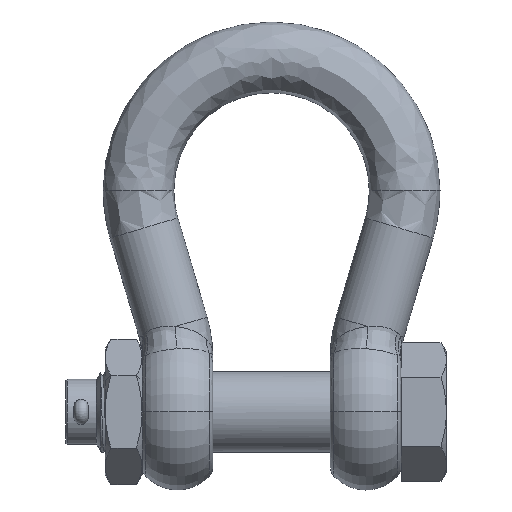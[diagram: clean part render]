
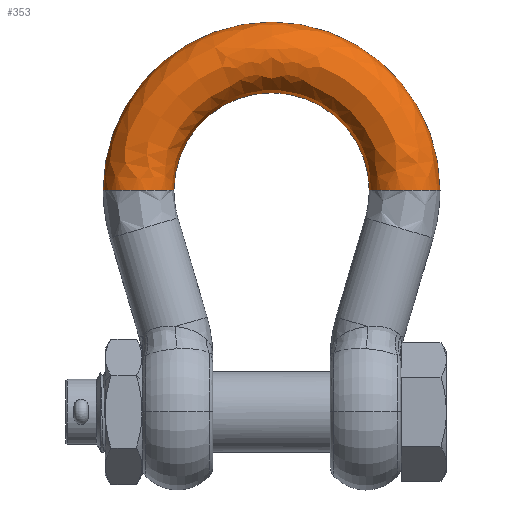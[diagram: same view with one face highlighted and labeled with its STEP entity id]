
A CAD part, top view. The second image highlights one B-rep face of the part: STEP entity #353.
In plain terms, the highlighted free-form (B-spline) face has degree [3, 3] with [4, 7] control points.
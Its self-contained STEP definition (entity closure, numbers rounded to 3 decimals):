
#353=ADVANCED_FACE('NONE',(#1325),#1326,.F.);
#1325=FACE_OUTER_BOUND('',#7082,.T.);
#1326=(B_SPLINE_SURFACE(3,3,((#7084,#7085,#7086,#7087,#7088,#7089,#7090),(#7091,#7092,#7093,#7094,#7095,#7096,#7097),(#7098,#7099,#7100,#7101,#7102,#7103,#7104),(#7105,#7106,#7107,#7108,#7109,#7110,#7111)),.UNSPECIFIED.,.F.,.F.,.F.)B_SPLINE_SURFACE_WITH_KNOTS((4,4),(4,3,4),(0.0,1.0),(0.0,0.5,1.0),.UNSPECIFIED.)RATIONAL_B_SPLINE_SURFACE(((1.0,0.805,0.805,1.0,0.805,0.805,1.0),(0.333,0.268,0.268,0.333,0.268,0.268,0.333),(0.333,0.268,0.268,0.333,0.268,0.268,0.333),(1.0,0.805,0.805,1.0,0.805,0.805,1.0)))BOUNDED_SURFACE()REPRESENTATION_ITEM('')GEOMETRIC_REPRESENTATION_ITEM()SURFACE());
#7082=EDGE_LOOP('',(#15078,#15079,#15080,#15081));
#7084=CARTESIAN_POINT('',(-69.0,156.5,0.));
#7085=CARTESIAN_POINT('',(-69.,196.919,0.));
#7086=CARTESIAN_POINT('',(-40.419,225.5,0.));
#7087=CARTESIAN_POINT('',(0.,225.5,0.));
#7088=CARTESIAN_POINT('',(40.419,225.5,0.));
#7089=CARTESIAN_POINT('',(69.0,196.919,0.));
#7090=CARTESIAN_POINT('',(69.0,156.5,0.));
#7091=CARTESIAN_POINT('',(-69.0,156.5,50.));
#7092=CARTESIAN_POINT('',(-69.,196.919,50.));
#7093=CARTESIAN_POINT('',(-40.419,225.5,50.));
#7094=CARTESIAN_POINT('',(0.,225.5,50.));
#7095=CARTESIAN_POINT('',(40.419,225.5,50.));
#7096=CARTESIAN_POINT('',(69.0,196.919,50.));
#7097=CARTESIAN_POINT('',(69.0,156.5,50.));
#7098=CARTESIAN_POINT('',(-119.0,156.5,50.0));
#7099=CARTESIAN_POINT('',(-119.,226.209,50.0));
#7100=CARTESIAN_POINT('',(-69.709,275.5,50.0));
#7101=CARTESIAN_POINT('',(0.,275.5,50.0));
#7102=CARTESIAN_POINT('',(69.709,275.5,50.0));
#7103=CARTESIAN_POINT('',(119.0,226.209,50.0));
#7104=CARTESIAN_POINT('',(119.0,156.5,50.0));
#7105=CARTESIAN_POINT('',(-119.0,156.5,0.));
#7106=CARTESIAN_POINT('',(-119.,226.209,0.));
#7107=CARTESIAN_POINT('',(-69.709,275.5,0.));
#7108=CARTESIAN_POINT('',(0.,275.5,0.));
#7109=CARTESIAN_POINT('',(69.709,275.5,0.));
#7110=CARTESIAN_POINT('',(119.0,226.209,0.));
#7111=CARTESIAN_POINT('',(119.0,156.5,0.));
#15078=ORIENTED_EDGE('',*,*,#19004,.T.);
#15079=ORIENTED_EDGE('',*,*,#19005,.T.);
#15080=ORIENTED_EDGE('',*,*,#19006,.T.);
#15081=ORIENTED_EDGE('',*,*,#19007,.F.);
#19004=EDGE_CURVE('NONE',#21409,#21410,#21411,.T.);
#19005=EDGE_CURVE('NONE',#21410,#21412,#21413,.T.);
#19006=EDGE_CURVE('NONE',#21412,#21414,#21415,.T.);
#19007=EDGE_CURVE('NONE',#21409,#21414,#21416,.T.);
#21409=VERTEX_POINT('NONE',#27756);
#21410=VERTEX_POINT('NONE',#27757);
#21411=CIRCLE('',#27758,69.0);
#21412=VERTEX_POINT('NONE',#27759);
#21413=(B_SPLINE_CURVE(3,(#27761,#27762,#27763,#27764),.UNSPECIFIED.,.F.,.F.)B_SPLINE_CURVE_WITH_KNOTS((4,4),(0.0,1.0),.UNSPECIFIED.)RATIONAL_B_SPLINE_CURVE((1.0,0.333,0.333,1.0))BOUNDED_CURVE()REPRESENTATION_ITEM('')GEOMETRIC_REPRESENTATION_ITEM()CURVE());
#21414=VERTEX_POINT('NONE',#27771);
#21415=CIRCLE('',#27772,119.0);
#21416=CIRCLE('',#27773,25.0);
#27756=CARTESIAN_POINT('',(-69.,156.5,0.));
#27757=CARTESIAN_POINT('',(69.0,156.5,0.));
#27758=AXIS2_PLACEMENT_3D('',#37070,#37071,#37072);
#27759=CARTESIAN_POINT('',(119.0,156.5,0.));
#27761=CARTESIAN_POINT('',(69.0,156.5,0.));
#27762=CARTESIAN_POINT('',(69.0,156.5,50.));
#27763=CARTESIAN_POINT('',(119.0,156.5,50.0));
#27764=CARTESIAN_POINT('',(119.0,156.5,0.));
#27771=CARTESIAN_POINT('',(-119.,156.5,0.));
#27772=AXIS2_PLACEMENT_3D('',#37073,#37074,#37075);
#27773=AXIS2_PLACEMENT_3D('',#37076,#37077,#37078);
#37070=CARTESIAN_POINT('',(0.0,156.5,0.));
#37071=DIRECTION('',(0.0,0.0,-1.0));
#37072=DIRECTION('',(-1.0,0.0,0.0));
#37073=CARTESIAN_POINT('',(0.0,156.5,0.));
#37074=DIRECTION('',(0.0,0.0,1.0));
#37075=DIRECTION('',(-1.0,0.0,0.0));
#37076=CARTESIAN_POINT('',(-94.0,156.5,0.));
#37077=DIRECTION('',(0.0,-1.0,0.0));
#37078=DIRECTION('',(0.0,0.0,-1.0));
